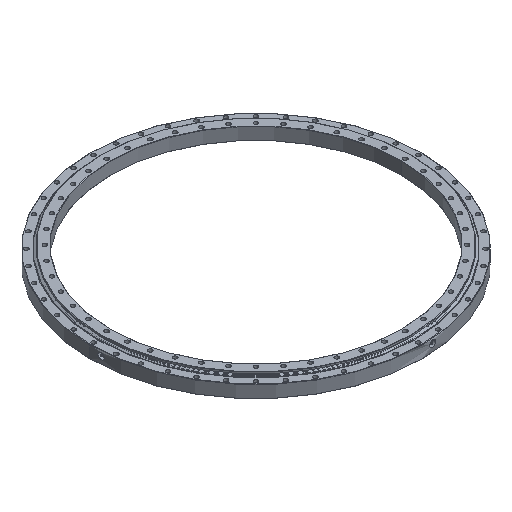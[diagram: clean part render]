
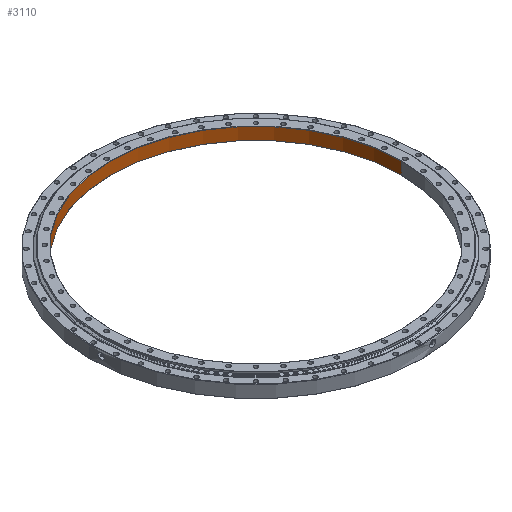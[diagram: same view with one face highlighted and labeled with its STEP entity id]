
A CAD part, isometric view. The second image highlights one B-rep face of the part: STEP entity #3110.
In plain terms, the highlighted cylindrical face has radius 511 mm (diameter 1022 mm), a partial arc.
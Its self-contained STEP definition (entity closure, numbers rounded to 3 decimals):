
#482 = VECTOR ( 'NONE', #7132, 1000. ) ;
#742 = VERTEX_POINT ( 'NONE', #10524 ) ;
#1492 = ORIENTED_EDGE ( 'NONE', *, *, #8447, .T. ) ;
#2416 = CIRCLE ( 'NONE', #13696, 511. ) ;
#2436 = CARTESIAN_POINT ( 'NONE',  ( 0., 0., 0. ) ) ;
#2991 = ORIENTED_EDGE ( 'NONE', *, *, #11028, .T. ) ;
#3110 = ADVANCED_FACE ( 'NONE', ( #12081 ), #5574, .F. ) ;
#4859 = DIRECTION ( 'NONE',  ( -1., 0., 0. ) ) ;
#5200 = CARTESIAN_POINT ( 'NONE',  ( -511., 0., 27. ) ) ;
#5437 = VERTEX_POINT ( 'NONE', #7399 ) ;
#5574 = CYLINDRICAL_SURFACE ( 'NONE', #10341, 511. ) ;
#5673 = DIRECTION ( 'NONE',  ( 0., 0., 1. ) ) ;
#5724 = DIRECTION ( 'NONE',  ( 0., 0., 1. ) ) ;
#6004 = AXIS2_PLACEMENT_3D ( 'NONE', #8464, #8741, #7305 ) ;
#6175 = CIRCLE ( 'NONE', #6004, 511. ) ;
#6721 = VERTEX_POINT ( 'NONE', #5200 ) ;
#7132 = DIRECTION ( 'NONE',  ( 0., 0., 1. ) ) ;
#7305 = DIRECTION ( 'NONE',  ( 1., 0., 0. ) ) ;
#7399 = CARTESIAN_POINT ( 'NONE',  ( -511., 0., -15.5 ) ) ;
#7561 = EDGE_LOOP ( 'NONE', ( #10375, #2991, #7926, #1492 ) ) ;
#7926 = ORIENTED_EDGE ( 'NONE', *, *, #10309, .T. ) ;
#8095 = CARTESIAN_POINT ( 'NONE',  ( 0., 0., 27. ) ) ;
#8227 = CARTESIAN_POINT ( 'NONE',  ( 511., 0., 27. ) ) ;
#8402 = VERTEX_POINT ( 'NONE', #8227 ) ;
#8447 = EDGE_CURVE ( 'NONE', #8402, #6721, #2416, .T. ) ;
#8464 = CARTESIAN_POINT ( 'NONE',  ( 0., 0., -15.5 ) ) ;
#8741 = DIRECTION ( 'NONE',  ( 0., 0., -1. ) ) ;
#9041 = LINE ( 'NONE', #11216, #482 ) ;
#9132 = DIRECTION ( 'NONE',  ( 0., 0., 1. ) ) ;
#9143 = DIRECTION ( 'NONE',  ( 1., 0., 0. ) ) ;
#9667 = VECTOR ( 'NONE', #5724, 1000. ) ;
#10309 = EDGE_CURVE ( 'NONE', #742, #8402, #9041, .T. ) ;
#10341 = AXIS2_PLACEMENT_3D ( 'NONE', #2436, #5673, #9143 ) ;
#10375 = ORIENTED_EDGE ( 'NONE', *, *, #12488, .F. ) ;
#10524 = CARTESIAN_POINT ( 'NONE',  ( 511., 0., -15.5 ) ) ;
#11028 = EDGE_CURVE ( 'NONE', #5437, #742, #6175, .T. ) ;
#11153 = LINE ( 'NONE', #13118, #9667 ) ;
#11216 = CARTESIAN_POINT ( 'NONE',  ( 511., 0., 0. ) ) ;
#12081 = FACE_OUTER_BOUND ( 'NONE', #7561, .T. ) ;
#12488 = EDGE_CURVE ( 'NONE', #5437, #6721, #11153, .T. ) ;
#13118 = CARTESIAN_POINT ( 'NONE',  ( -511., 0., 0. ) ) ;
#13696 = AXIS2_PLACEMENT_3D ( 'NONE', #8095, #9132, #4859 ) ;
